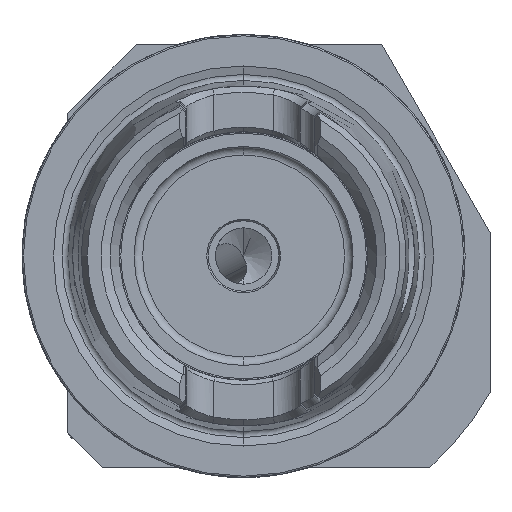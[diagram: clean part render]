
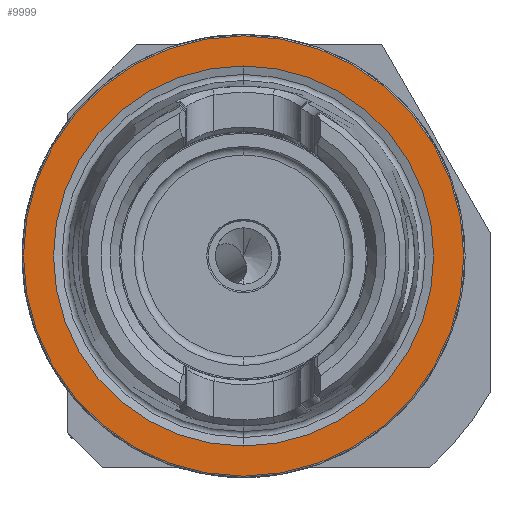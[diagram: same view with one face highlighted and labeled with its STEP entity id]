
A CAD part, left-side view. The second image highlights one B-rep face of the part: STEP entity #9999.
In plain terms, the highlighted planar face has unit normal (-1, 0, 0).
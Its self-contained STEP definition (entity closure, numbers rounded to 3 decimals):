
#88 = AXIS2_PLACEMENT_3D ( 'NONE', #11869, #3625, #7815 ) ;
#106 = ORIENTED_EDGE ( 'NONE', *, *, #2287, .T. ) ;
#347 = DIRECTION ( 'NONE',  ( 0., 0., 1. ) ) ;
#1019 = AXIS2_PLACEMENT_3D ( 'NONE', #12123, #12889, #347 ) ;
#1298 = VERTEX_POINT ( 'NONE', #8862 ) ;
#1727 = EDGE_CURVE ( 'NONE', #12140, #6442, #6436, .T. ) ;
#1777 = AXIS2_PLACEMENT_3D ( 'NONE', #5842, #4681, #3392 ) ;
#2287 = EDGE_CURVE ( 'NONE', #11627, #1298, #5778, .T. ) ;
#2455 = EDGE_LOOP ( 'NONE', ( #2752, #8981 ) ) ;
#2752 = ORIENTED_EDGE ( 'NONE', *, *, #1727, .F. ) ;
#3345 = PLANE ( 'NONE',  #1777 ) ;
#3392 = DIRECTION ( 'NONE',  ( 0., 0., -1. ) ) ;
#3411 = EDGE_CURVE ( 'NONE', #1298, #11627, #5939, .T. ) ;
#3504 = CARTESIAN_POINT ( 'NONE',  ( 0., 0., -27. ) ) ;
#3625 = DIRECTION ( 'NONE',  ( -1., 0., 0. ) ) ;
#3901 = CARTESIAN_POINT ( 'NONE',  ( 0., 0., 0. ) ) ;
#4021 = FACE_OUTER_BOUND ( 'NONE', #8123, .T. ) ;
#4681 = DIRECTION ( 'NONE',  ( 1., 0., 0. ) ) ;
#5111 = FACE_BOUND ( 'NONE', #2455, .T. ) ;
#5778 = CIRCLE ( 'NONE', #88, 31.275 ) ;
#5842 = CARTESIAN_POINT ( 'NONE',  ( 0., 31.275, 0. ) ) ;
#5894 = DIRECTION ( 'NONE',  ( -1., 0., 0. ) ) ;
#5939 = CIRCLE ( 'NONE', #1019, 31.275 ) ;
#6436 = CIRCLE ( 'NONE', #7931, 27. ) ;
#6442 = VERTEX_POINT ( 'NONE', #3504 ) ;
#7766 = EDGE_CURVE ( 'NONE', #6442, #12140, #9900, .T. ) ;
#7815 = DIRECTION ( 'NONE',  ( 0., 0., 1. ) ) ;
#7902 = AXIS2_PLACEMENT_3D ( 'NONE', #3901, #5894, #8913 ) ;
#7931 = AXIS2_PLACEMENT_3D ( 'NONE', #10668, #11549, #8510 ) ;
#8123 = EDGE_LOOP ( 'NONE', ( #106, #9938 ) ) ;
#8510 = DIRECTION ( 'NONE',  ( 0., 0., 1. ) ) ;
#8862 = CARTESIAN_POINT ( 'NONE',  ( 0., 0., -31.275 ) ) ;
#8913 = DIRECTION ( 'NONE',  ( 0., 0., 1. ) ) ;
#8981 = ORIENTED_EDGE ( 'NONE', *, *, #7766, .F. ) ;
#9900 = CIRCLE ( 'NONE', #7902, 27. ) ;
#9938 = ORIENTED_EDGE ( 'NONE', *, *, #3411, .T. ) ;
#9999 = ADVANCED_FACE ( 'NONE', ( #5111, #4021 ), #3345, .F. ) ;
#10668 = CARTESIAN_POINT ( 'NONE',  ( 0., 0., 0. ) ) ;
#10743 = CARTESIAN_POINT ( 'NONE',  ( 0., 0., 31.275 ) ) ;
#11549 = DIRECTION ( 'NONE',  ( -1., 0., 0. ) ) ;
#11627 = VERTEX_POINT ( 'NONE', #10743 ) ;
#11869 = CARTESIAN_POINT ( 'NONE',  ( 0., 0., 0. ) ) ;
#12123 = CARTESIAN_POINT ( 'NONE',  ( 0., 0., 0. ) ) ;
#12140 = VERTEX_POINT ( 'NONE', #12663 ) ;
#12663 = CARTESIAN_POINT ( 'NONE',  ( 0., 0., 27. ) ) ;
#12889 = DIRECTION ( 'NONE',  ( -1., 0., 0. ) ) ;
